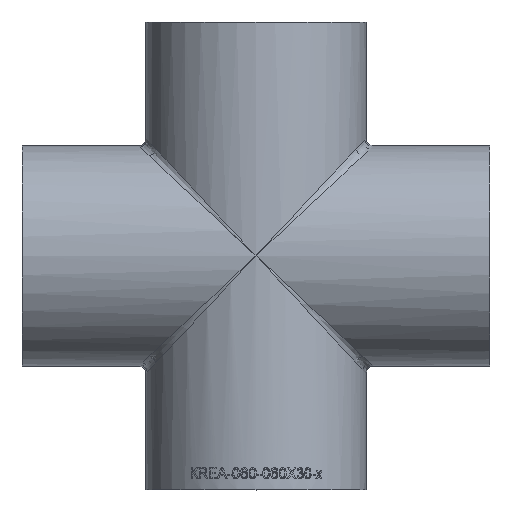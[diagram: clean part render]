
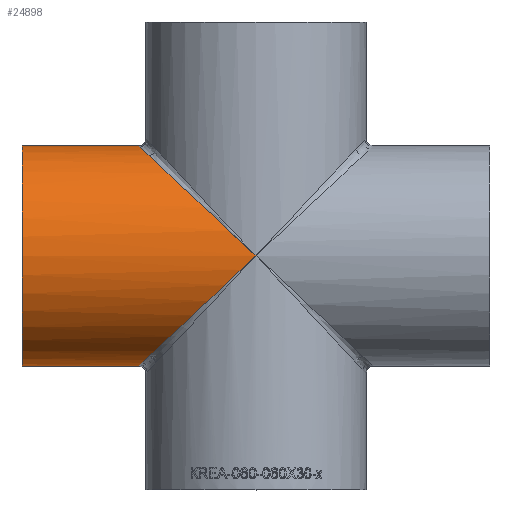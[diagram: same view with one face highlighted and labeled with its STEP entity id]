
A CAD part, top view. The second image highlights one B-rep face of the part: STEP entity #24898.
In plain terms, the highlighted cylindrical face has radius 30.15 mm (diameter 60.3 mm), a full revolution.
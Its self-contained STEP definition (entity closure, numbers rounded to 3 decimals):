
#3944 = CARTESIAN_POINT ( 'NONE',  ( 0., 0., -30.15 ) ) ;
#4284 = VERTEX_POINT ( 'NONE', #13047 ) ;
#5854 = VERTEX_POINT ( 'NONE', #21136 ) ;
#5963 = ORIENTED_EDGE ( 'NONE', *, *, #22136, .T. ) ;
#6669 = CARTESIAN_POINT ( 'NONE',  ( -64.3, -60.3, 30.15 ) ) ;
#6895 = CARTESIAN_POINT ( 'NONE',  ( 0., 0., 30.15 ) ) ;
#8437 = FACE_OUTER_BOUND ( 'NONE', #20593, .T. ) ;
#10231 = EDGE_LOOP ( 'NONE', ( #14368, #5963 ) ) ;
#10435 = VERTEX_POINT ( 'NONE', #3944 ) ;
#12213 = EDGE_CURVE ( 'NONE', #10435, #5854, #26901, .T. ) ;
#13047 = CARTESIAN_POINT ( 'NONE',  ( -64., 0., 30.15 ) ) ;
#13139 = CARTESIAN_POINT ( 'NONE',  ( 0., 0., 30.15 ) ) ;
#14368 = ORIENTED_EDGE ( 'NONE', *, *, #12213, .T. ) ;
#14791 = CYLINDRICAL_SURFACE ( 'NONE', #22221, 30.15 ) ;
#14942 = DIRECTION ( 'NONE',  ( -1., 0., 0. ) ) ;
#15702 = ORIENTED_EDGE ( 'NONE', *, *, #27248, .F. ) ;
#17916 = CARTESIAN_POINT ( 'NONE',  ( -64.3, -60.3, -30.15 ) ) ;
#18303 = DIRECTION ( 'NONE',  ( -1., 0., 0. ) ) ;
#18853 = FACE_OUTER_BOUND ( 'NONE', #10231, .T. ) ;
#19556 = CIRCLE ( 'NONE', #20003, 30.15 ) ;
#20003 = AXIS2_PLACEMENT_3D ( 'NONE', #22895, #18303, #22607 ) ;
#20023 = CARTESIAN_POINT ( 'NONE',  ( 0., 0., -30.15 ) ) ;
#20593 = EDGE_LOOP ( 'NONE', ( #15702 ) ) ;
#21136 = CARTESIAN_POINT ( 'NONE',  ( 0., 0., 30.15 ) ) ;
#21285 = DIRECTION ( 'NONE',  ( 0., 0., 1. ) ) ;
#22136 = EDGE_CURVE ( 'NONE', #5854, #10435, #23047, .T. ) ;
#22221 = AXIS2_PLACEMENT_3D ( 'NONE', #25452, #14942, #21285 ) ;
#22607 = DIRECTION ( 'NONE',  ( 0., 0., 1. ) ) ;
#22895 = CARTESIAN_POINT ( 'NONE',  ( -64., 0., 0. ) ) ;
#23047 =( BOUNDED_CURVE ( )  B_SPLINE_CURVE ( 3, ( #6895, #26484, #26919, #20023 ),
 .UNSPECIFIED., .F., .F. ) 
 B_SPLINE_CURVE_WITH_KNOTS ( ( 4, 4 ),
 ( 4.712, 7.854 ),
 .UNSPECIFIED. ) 
 CURVE ( )  GEOMETRIC_REPRESENTATION_ITEM ( )  RATIONAL_B_SPLINE_CURVE ( ( 1., 0.333, 0.333, 1. ) ) 
 REPRESENTATION_ITEM ( '' )  );
#24898 = ADVANCED_FACE ( 'NONE', ( #8437, #18853 ), #14791, .T. ) ;
#25452 = CARTESIAN_POINT ( 'NONE',  ( 64., 0., 0. ) ) ;
#26484 = CARTESIAN_POINT ( 'NONE',  ( -64.3, 60.3, 30.15 ) ) ;
#26542 = CARTESIAN_POINT ( 'NONE',  ( 0., 0., -30.15 ) ) ;
#26901 =( BOUNDED_CURVE ( )  B_SPLINE_CURVE ( 3, ( #26542, #17916, #6669, #13139 ),
 .UNSPECIFIED., .F., .T. ) 
 B_SPLINE_CURVE_WITH_KNOTS ( ( 4, 4 ),
 ( 4.712, 7.854 ),
 .UNSPECIFIED. ) 
 CURVE ( )  GEOMETRIC_REPRESENTATION_ITEM ( )  RATIONAL_B_SPLINE_CURVE ( ( 1., 0.333, 0.333, 1. ) ) 
 REPRESENTATION_ITEM ( '' )  );
#26919 = CARTESIAN_POINT ( 'NONE',  ( -64.3, 60.3, -30.15 ) ) ;
#27248 = EDGE_CURVE ( 'NONE', #4284, #4284, #19556, .T. ) ;
